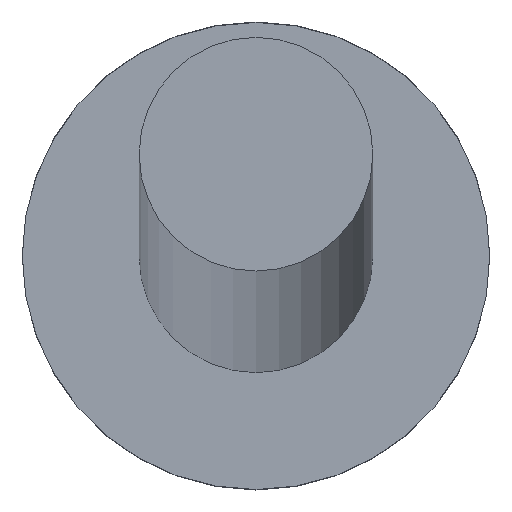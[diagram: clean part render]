
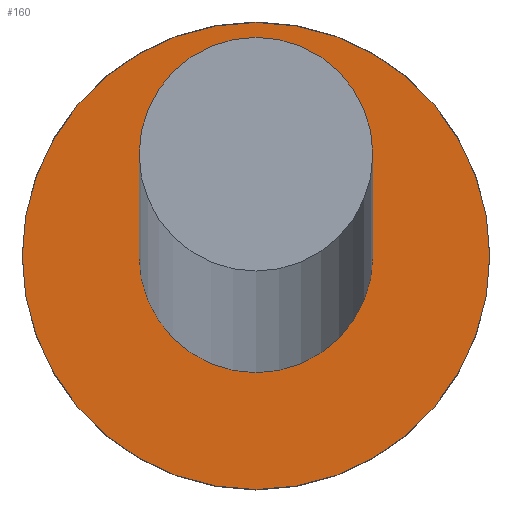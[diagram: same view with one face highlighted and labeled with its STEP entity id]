
A CAD part, top view. The second image highlights one B-rep face of the part: STEP entity #160.
In plain terms, the highlighted planar face has unit normal (0, 0, 1).
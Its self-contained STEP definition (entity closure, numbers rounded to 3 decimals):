
#1 = VERTEX_POINT ( 'NONE', #195 ) ;
#7 = DIRECTION ( 'NONE',  ( 0., 0., 1. ) ) ;
#13 = AXIS2_PLACEMENT_3D ( 'NONE', #37, #103, #204 ) ;
#25 = VERTEX_POINT ( 'NONE', #242 ) ;
#27 = AXIS2_PLACEMENT_3D ( 'NONE', #81, #7, #109 ) ;
#29 = ORIENTED_EDGE ( 'NONE', *, *, #178, .F. ) ;
#32 = DIRECTION ( 'NONE',  ( 0., 0., 1. ) ) ;
#33 = PLANE ( 'NONE',  #82 ) ;
#37 = CARTESIAN_POINT ( 'NONE',  ( 0., 0., 4. ) ) ;
#54 = EDGE_CURVE ( 'NONE', #1, #157, #78, .T. ) ;
#62 = CARTESIAN_POINT ( 'NONE',  ( 0., 0., 4. ) ) ;
#63 = CARTESIAN_POINT ( 'NONE',  ( -4., 0., 4. ) ) ;
#69 = ORIENTED_EDGE ( 'NONE', *, *, #54, .F. ) ;
#73 = EDGE_CURVE ( 'NONE', #142, #25, #106, .T. ) ;
#77 = CARTESIAN_POINT ( 'NONE',  ( 0., 0., 4. ) ) ;
#78 = CIRCLE ( 'NONE', #173, 2. ) ;
#81 = CARTESIAN_POINT ( 'NONE',  ( 0., 0., 4. ) ) ;
#82 = AXIS2_PLACEMENT_3D ( 'NONE', #62, #32, #145 ) ;
#83 = FACE_OUTER_BOUND ( 'NONE', #91, .T. ) ;
#91 = EDGE_LOOP ( 'NONE', ( #216, #132 ) ) ;
#103 = DIRECTION ( 'NONE',  ( 0., 0., 1. ) ) ;
#104 = FACE_BOUND ( 'NONE', #230, .T. ) ;
#106 = CIRCLE ( 'NONE', #119, 4. ) ;
#109 = DIRECTION ( 'NONE',  ( 1., 0., 0. ) ) ;
#119 = AXIS2_PLACEMENT_3D ( 'NONE', #200, #166, #248 ) ;
#121 = DIRECTION ( 'NONE',  ( 1., 0., 0. ) ) ;
#132 = ORIENTED_EDGE ( 'NONE', *, *, #151, .T. ) ;
#135 = CIRCLE ( 'NONE', #13, 2. ) ;
#142 = VERTEX_POINT ( 'NONE', #63 ) ;
#145 = DIRECTION ( 'NONE',  ( 1., 0., 0. ) ) ;
#151 = EDGE_CURVE ( 'NONE', #25, #142, #253, .T. ) ;
#157 = VERTEX_POINT ( 'NONE', #244 ) ;
#160 = ADVANCED_FACE ( 'NONE', ( #104, #83 ), #33, .T. ) ;
#166 = DIRECTION ( 'NONE',  ( 0., 0., 1. ) ) ;
#173 = AXIS2_PLACEMENT_3D ( 'NONE', #77, #180, #121 ) ;
#178 = EDGE_CURVE ( 'NONE', #157, #1, #135, .T. ) ;
#180 = DIRECTION ( 'NONE',  ( 0., 0., 1. ) ) ;
#195 = CARTESIAN_POINT ( 'NONE',  ( 2., 0., 4. ) ) ;
#200 = CARTESIAN_POINT ( 'NONE',  ( 0., 0., 4. ) ) ;
#204 = DIRECTION ( 'NONE',  ( 1., 0., 0. ) ) ;
#216 = ORIENTED_EDGE ( 'NONE', *, *, #73, .T. ) ;
#230 = EDGE_LOOP ( 'NONE', ( #29, #69 ) ) ;
#242 = CARTESIAN_POINT ( 'NONE',  ( 4., 0., 4. ) ) ;
#244 = CARTESIAN_POINT ( 'NONE',  ( -2., 0., 4. ) ) ;
#248 = DIRECTION ( 'NONE',  ( 1., 0., 0. ) ) ;
#253 = CIRCLE ( 'NONE', #27, 4. ) ;
